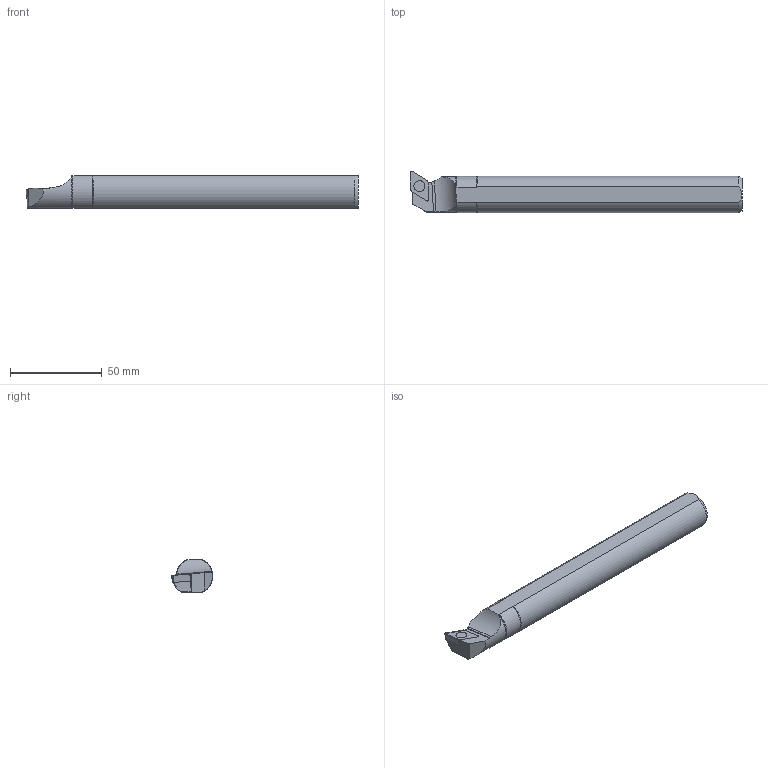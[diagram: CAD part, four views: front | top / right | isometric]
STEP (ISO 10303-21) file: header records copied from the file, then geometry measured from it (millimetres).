
FILE_DESCRIPTION(/* description */ (''),/* implementation_level */ '2;1');
FILE_NAME(/* name */ 'A20QSDUCL11_SIM.stp',/* time_stamp */ '2021-09-24T13:41:12+02:00',/* author */ (''),/* organization */ (''),/* preprocessor_version */ 'ST-DEVELOPER v16.7',/* originating_system */ 'SIEMENS PLM Software NX 12.0',/* authorisation */ '');
FILE_SCHEMA (('AUTOMOTIVE_DESIGN { 1 0 10303 214 3 1 1 1 }'));
Length unit declared in the file: millimetre
Products named in the file (1): model2
Bounding box: 181.14 x 22.77 x 18 mm (x, y, z)
Volume: 51779.4 mm3; surface area: 11837.7 mm2
Topology: 2 solids, 2 shells, 46 faces, 125 edges, 83 vertices
Faces by surface type: plane 18, cylinder 11, cone 10, torus 7
Full cylindrical faces by diameter (mm): 4.4 x1, 6 x1
Entity records: 1618 total; most frequent: CARTESIAN_POINT 468, ORIENTED_EDGE 238, DIRECTION 224, EDGE_CURVE 119, AXIS2_PLACEMENT_3D 89, VERTEX_POINT 81, EDGE_LOOP 52, LINE 46
